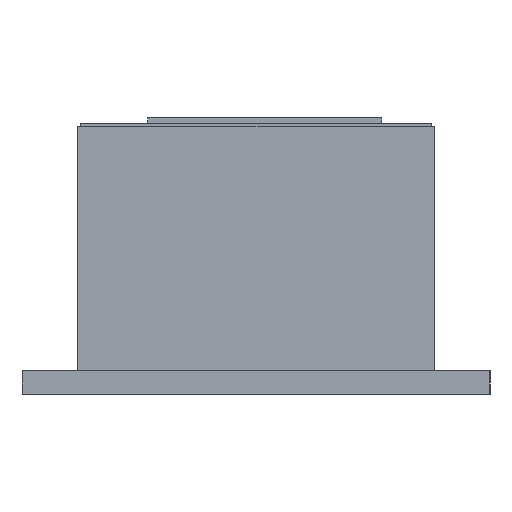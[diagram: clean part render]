
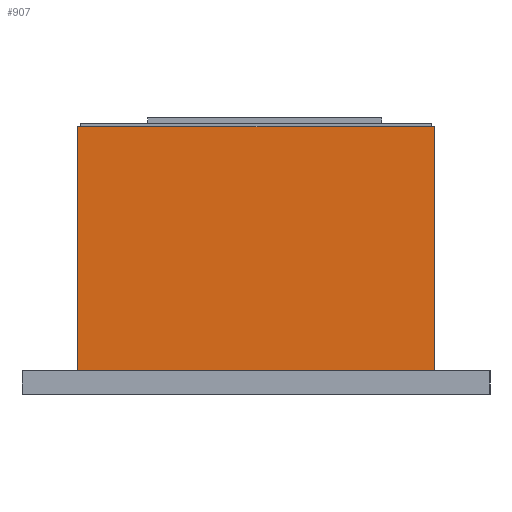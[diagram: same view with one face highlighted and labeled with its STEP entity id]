
A CAD part, left-side view. The second image highlights one B-rep face of the part: STEP entity #907.
In plain terms, the highlighted planar face has unit normal (-1, 0, 0).
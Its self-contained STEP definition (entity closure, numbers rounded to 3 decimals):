
#788 = EDGE_CURVE ( 'NONE', #789, #927, #1571, .T. ) ;
#789 = VERTEX_POINT ( 'NONE', #1474 ) ;
#860 = EDGE_CURVE ( 'NONE', #869, #908, #1787, .T. ) ;
#869 = VERTEX_POINT ( 'NONE', #1729 ) ;
#870 = EDGE_LOOP ( 'NONE', ( #882, #901, #904, #902 ) ) ;
#882 = ORIENTED_EDGE ( 'NONE', *, *, #912, .T. ) ;
#901 = ORIENTED_EDGE ( 'NONE', *, *, #788, .F. ) ;
#902 = ORIENTED_EDGE ( 'NONE', *, *, #860, .T. ) ;
#904 = ORIENTED_EDGE ( 'NONE', *, *, #910, .F. ) ;
#907 = ADVANCED_FACE ( 'NONE', ( #1763 ), #1777, .F. ) ;
#908 = VERTEX_POINT ( 'NONE', #1844 ) ;
#910 = EDGE_CURVE ( 'NONE', #869, #789, #1843, .T. ) ;
#912 = EDGE_CURVE ( 'NONE', #908, #927, #1703, .T. ) ;
#927 = VERTEX_POINT ( 'NONE', #2052 ) ;
#1474 = CARTESIAN_POINT ( 'NONE',  ( -0.305, 0.152, 0.229 ) ) ;
#1563 = DIRECTION ( 'NONE',  ( 0., -1., 0. ) ) ;
#1564 = VECTOR ( 'NONE', #1563, 1000. ) ;
#1570 = CARTESIAN_POINT ( 'NONE',  ( -0.305, 0.152, 0.229 ) ) ;
#1571 = LINE ( 'NONE', #1570, #1564 ) ;
#1698 = DIRECTION ( 'NONE',  ( 0., 0., 1. ) ) ;
#1699 = VECTOR ( 'NONE', #1698, 1000. ) ;
#1702 = CARTESIAN_POINT ( 'NONE',  ( -0.305, -0.152, 0.229 ) ) ;
#1703 = LINE ( 'NONE', #1702, #1699 ) ;
#1705 = DIRECTION ( 'NONE',  ( 0., 0., 1. ) ) ;
#1706 = VECTOR ( 'NONE', #1705, 1000. ) ;
#1707 = CARTESIAN_POINT ( 'NONE',  ( -0.305, 0.152, 0.229 ) ) ;
#1713 = DIRECTION ( 'NONE',  ( 0., 0., -1. ) ) ;
#1714 = DIRECTION ( 'NONE',  ( 1., 0., 0. ) ) ;
#1715 = CARTESIAN_POINT ( 'NONE',  ( -0.305, 0.152, 0.229 ) ) ;
#1729 = CARTESIAN_POINT ( 'NONE',  ( -0.305, 0.152, 0. ) ) ;
#1746 = DIRECTION ( 'NONE',  ( 0., -1., 0. ) ) ;
#1747 = VECTOR ( 'NONE', #1746, 1000. ) ;
#1763 = FACE_OUTER_BOUND ( 'NONE', #870, .T. ) ;
#1767 = AXIS2_PLACEMENT_3D ( 'NONE', #1715, #1714, #1713 ) ;
#1777 = PLANE ( 'NONE',  #1767 ) ;
#1786 = CARTESIAN_POINT ( 'NONE',  ( -0.305, 0.152, 0. ) ) ;
#1787 = LINE ( 'NONE', #1786, #1747 ) ;
#1843 = LINE ( 'NONE', #1707, #1706 ) ;
#1844 = CARTESIAN_POINT ( 'NONE',  ( -0.305, -0.152, 0. ) ) ;
#2052 = CARTESIAN_POINT ( 'NONE',  ( -0.305, -0.152, 0.229 ) ) ;
